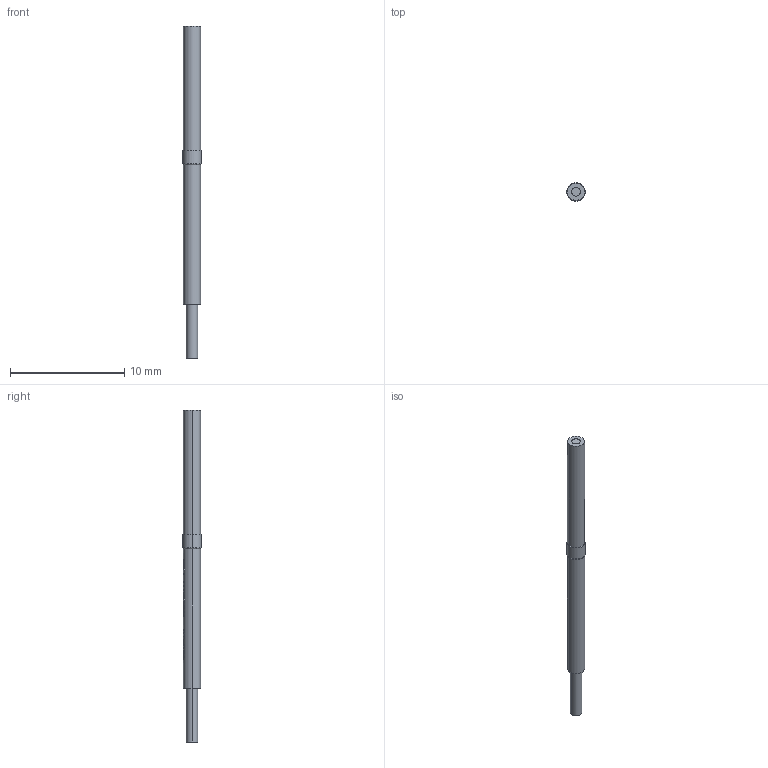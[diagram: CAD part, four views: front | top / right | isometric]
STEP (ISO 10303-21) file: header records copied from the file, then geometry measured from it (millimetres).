
FILE_DESCRIPTION (( 'STEP AP214' ), '1' );
FILE_NAME ('PT-R59.STEP', '2015-09-24T07:59:12', ( '' ), ( '' ), 'SwSTEP 2.0', 'SolidWorks 2013', '' );
FILE_SCHEMA (( 'AUTOMOTIVE_DESIGN' ));
Length unit declared in the file: millimetre
Products named in the file (1): PT-R59
Bounding box: 1.61 x 1.61 x 29 mm (x, y, z)
Volume: 45.2 mm3; surface area: 219.5 mm2
Topology: 1 solids, 1 shells, 193 faces, 494 edges, 328 vertices
Faces by surface type: plane 148, bspline 25, cylinder 18, cone 2
Entity records: 9690 total; most frequent: CARTESIAN_POINT 3021, ORIENTED_EDGE 988, DIRECTION 843, EDGE_CURVE 494, LINE 353, VECTOR 353, VERTEX_POINT 328, AXIS2_PLACEMENT_3D 245
